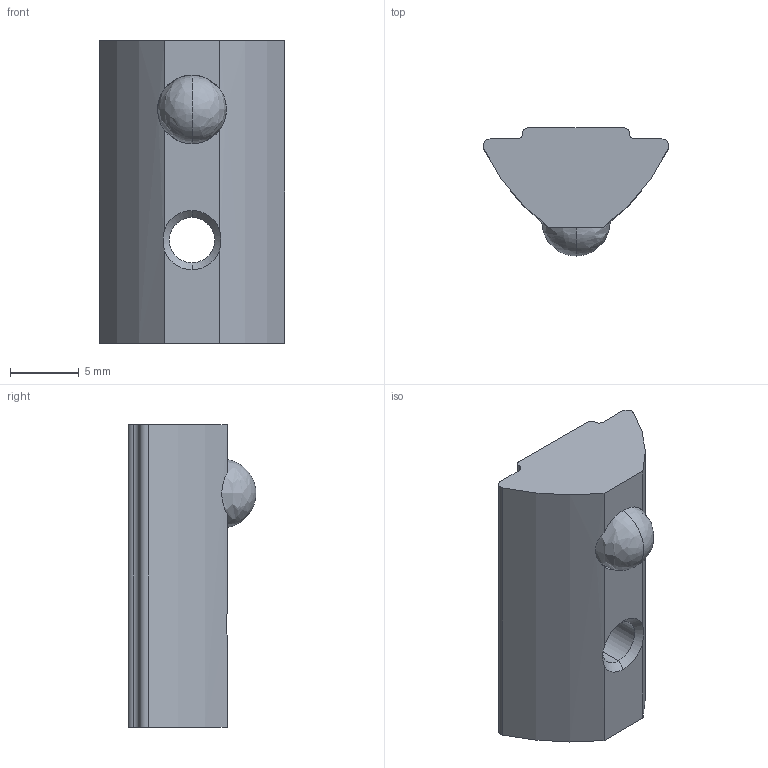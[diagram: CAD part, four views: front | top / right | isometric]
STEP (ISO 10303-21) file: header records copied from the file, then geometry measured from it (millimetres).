
FILE_DESCRIPTION (( 'STEP AP214' ), '1' );
FILE_NAME ('FIXE08E1222-Ecrou 8 St M4 rainuré.step', '2023-03-24T10:01:44', ( 'Altae' ), ( '' ), 'SwSTEP 2.0', 'SolidWorks 2021', '' );
FILE_SCHEMA (( 'AUTOMOTIVE_DESIGN' ));
Length unit declared in the file: millimetre
Products named in the file (1): FIXE08E1222-Ecrou 8 St M4 rainuré
Bounding box: 13.5 x 9.3 x 22 mm (x, y, z)
Volume: 1411.3 mm3; surface area: 1119.6 mm2
Topology: 2 solids, 2 shells, 29 faces, 78 edges, 48 vertices
Faces by surface type: cylinder 12, plane 9, cone 6, bspline 2
Entity records: 989 total; most frequent: CARTESIAN_POINT 218, DIRECTION 162, ORIENTED_EDGE 148, EDGE_CURVE 74, AXIS2_PLACEMENT_3D 64, VERTEX_POINT 48, CIRCLE 36, VECTOR 34
